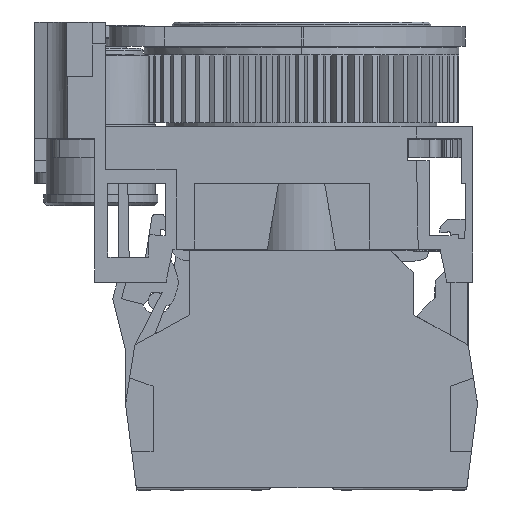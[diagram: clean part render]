
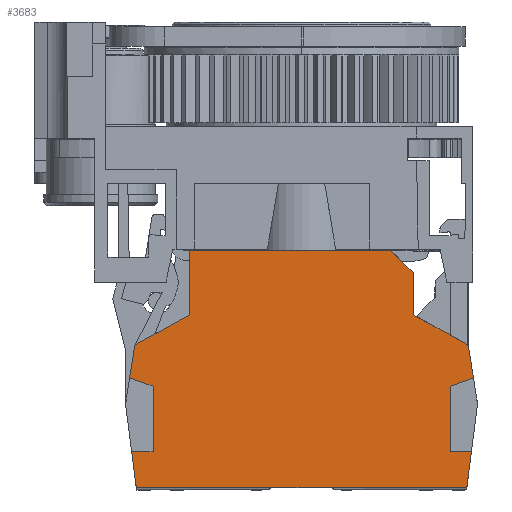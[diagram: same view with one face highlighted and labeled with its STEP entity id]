
A CAD part, left-side view. The second image highlights one B-rep face of the part: STEP entity #3683.
In plain terms, the highlighted planar face has unit normal (-1, 0, 0).
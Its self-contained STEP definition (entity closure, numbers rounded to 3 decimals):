
#3683=ADVANCED_FACE('',(#9469),#9470,.F.);
#9469=FACE_OUTER_BOUND('',#17442,.T.);
#9470=PLANE('',#17443);
#17442=EDGE_LOOP('',(#28631,#28632,#28633,#28634,#28635,#28636,#28637,#28638,#28639,#28640,#28641,#28642,#28643,#28644,#28645,#28646,#28647,#28648,#28649,#28650,#28651));
#17443=AXIS2_PLACEMENT_3D('',#28652,#28653,#28654);
#28631=ORIENTED_EDGE('',*,*,#51174,.F.);
#28632=ORIENTED_EDGE('',*,*,#51194,.F.);
#28633=ORIENTED_EDGE('',*,*,#51168,.F.);
#28634=ORIENTED_EDGE('',*,*,#51192,.F.);
#28635=ORIENTED_EDGE('',*,*,#51195,.T.);
#28636=ORIENTED_EDGE('',*,*,#51196,.T.);
#28637=ORIENTED_EDGE('',*,*,#51197,.T.);
#28638=ORIENTED_EDGE('',*,*,#51198,.F.);
#28639=ORIENTED_EDGE('',*,*,#51199,.F.);
#28640=ORIENTED_EDGE('',*,*,#51200,.F.);
#28641=ORIENTED_EDGE('',*,*,#51201,.F.);
#28642=ORIENTED_EDGE('',*,*,#51202,.F.);
#28643=ORIENTED_EDGE('',*,*,#51203,.F.);
#28644=ORIENTED_EDGE('',*,*,#51204,.F.);
#28645=ORIENTED_EDGE('',*,*,#51205,.F.);
#28646=ORIENTED_EDGE('',*,*,#51206,.F.);
#28647=ORIENTED_EDGE('',*,*,#51207,.F.);
#28648=ORIENTED_EDGE('',*,*,#51208,.T.);
#28649=ORIENTED_EDGE('',*,*,#51209,.T.);
#28650=ORIENTED_EDGE('',*,*,#51210,.T.);
#28651=ORIENTED_EDGE('',*,*,#51177,.F.);
#28652=CARTESIAN_POINT('',(10.0,16.139,9.94));
#28653=DIRECTION('',(1.0,0.0,0.0));
#28654=DIRECTION('',(0.0,-1.0,0.0));
#51168=EDGE_CURVE('',#62190,#62193,#62194,.T.);
#51174=EDGE_CURVE('',#62200,#62202,#62203,.T.);
#51177=EDGE_CURVE('',#62202,#62206,#62207,.T.);
#51192=EDGE_CURVE('',#62232,#62190,#62234,.T.);
#51194=EDGE_CURVE('',#62193,#62200,#62236,.T.);
#51195=EDGE_CURVE('',#62232,#62237,#62238,.T.);
#51196=EDGE_CURVE('',#62237,#62239,#62240,.T.);
#51197=EDGE_CURVE('',#62239,#62241,#62242,.T.);
#51198=EDGE_CURVE('',#62243,#62241,#62244,.T.);
#51199=EDGE_CURVE('',#62245,#62243,#62246,.T.);
#51200=EDGE_CURVE('',#62247,#62245,#62248,.T.);
#51201=EDGE_CURVE('',#62249,#62247,#62250,.T.);
#51202=EDGE_CURVE('',#62251,#62249,#62252,.T.);
#51203=EDGE_CURVE('',#62253,#62251,#62254,.T.);
#51204=EDGE_CURVE('',#62255,#62253,#62256,.T.);
#51205=EDGE_CURVE('',#62257,#62255,#62258,.T.);
#51206=EDGE_CURVE('',#62259,#62257,#62260,.T.);
#51207=EDGE_CURVE('',#62261,#62259,#62262,.T.);
#51208=EDGE_CURVE('',#62261,#62263,#62264,.T.);
#51209=EDGE_CURVE('',#62263,#62265,#62266,.T.);
#51210=EDGE_CURVE('',#62265,#62206,#62267,.T.);
#62190=VERTEX_POINT('',#78371);
#62193=VERTEX_POINT('',#78374);
#62194=LINE('',#78375,#78376);
#62200=VERTEX_POINT('',#78382);
#62202=VERTEX_POINT('',#78384);
#62203=LINE('',#78385,#78386);
#62206=VERTEX_POINT('',#78389);
#62207=LINE('',#78390,#78391);
#62232=VERTEX_POINT('',#78428);
#62234=LINE('',#78431,#78432);
#62236=LINE('',#78434,#78435);
#62237=VERTEX_POINT('',#78436);
#62238=LINE('',#78437,#78438);
#62239=VERTEX_POINT('',#78439);
#62240=LINE('',#78440,#78441);
#62241=VERTEX_POINT('',#78442);
#62242=LINE('',#78443,#78444);
#62243=VERTEX_POINT('',#78445);
#62244=LINE('',#78446,#78447);
#62245=VERTEX_POINT('',#78448);
#62246=CIRCLE('',#78449,0.2);
#62247=VERTEX_POINT('',#78450);
#62248=LINE('',#78451,#78452);
#62249=VERTEX_POINT('',#78453);
#62250=LINE('',#78454,#78455);
#62251=VERTEX_POINT('',#78456);
#62252=CIRCLE('',#78457,0.2);
#62253=VERTEX_POINT('',#78458);
#62254=LINE('',#78459,#78460);
#62255=VERTEX_POINT('',#78461);
#62256=LINE('',#78462,#78463);
#62257=VERTEX_POINT('',#78464);
#62258=LINE('',#78465,#78466);
#62259=VERTEX_POINT('',#78467);
#62260=LINE('',#78468,#78469);
#62261=VERTEX_POINT('',#78470);
#62262=LINE('',#78471,#78472);
#62263=VERTEX_POINT('',#78473);
#62264=LINE('',#78474,#78475);
#62265=VERTEX_POINT('',#78476);
#62266=LINE('',#78477,#78478);
#62267=LINE('',#78479,#78480);
#78371=CARTESIAN_POINT('',(10.0,0.974,0.2));
#78374=CARTESIAN_POINT('',(10.0,13.2,0.2));
#78375=CARTESIAN_POINT('',(10.0,16.,0.2));
#78376=VECTOR('',#97346,1.0);
#78382=CARTESIAN_POINT('',(10.0,18.8,0.2));
#78384=CARTESIAN_POINT('',(10.0,31.026,0.2));
#78385=CARTESIAN_POINT('',(10.0,16.,0.2));
#78386=VECTOR('',#97359,1.0);
#78389=CARTESIAN_POINT('',(10.0,31.448,3.5));
#78390=CARTESIAN_POINT('',(10.0,31.022,0.175));
#78391=VECTOR('',#97363,1.0);
#78428=CARTESIAN_POINT('',(10.0,0.552,3.5));
#78431=CARTESIAN_POINT('',(10.0,0.,7.814));
#78432=VECTOR('',#97377,1.0);
#78434=CARTESIAN_POINT('',(10.0,13.2,0.2));
#78435=VECTOR('',#97378,1.0);
#78436=CARTESIAN_POINT('',(10.0,2.5,3.5));
#78437=CARTESIAN_POINT('',(10.0,8.194,3.5));
#78438=VECTOR('',#97379,1.0);
#78439=CARTESIAN_POINT('',(10.0,2.5,9.426));
#78440=CARTESIAN_POINT('',(10.0,2.5,8.202));
#78441=VECTOR('',#97380,1.0);
#78442=CARTESIAN_POINT('',(10.0,0.374,10.2));
#78443=CARTESIAN_POINT('',(10.0,7.314,7.674));
#78444=VECTOR('',#97381,1.0);
#78445=CARTESIAN_POINT('',(10.0,0.824,13.074));
#78446=CARTESIAN_POINT('',(10.0,0.824,13.074));
#78447=VECTOR('',#97382,1.0);
#78448=CARTESIAN_POINT('',(10.0,0.924,13.218));
#78449=AXIS2_PLACEMENT_3D('',#97383,#97384,#97385);
#78450=CARTESIAN_POINT('',(10.0,5.8,15.921));
#78451=CARTESIAN_POINT('',(10.0,5.8,15.921));
#78452=VECTOR('',#97386,1.0);
#78453=CARTESIAN_POINT('',(10.0,5.8,19.617));
#78454=CARTESIAN_POINT('',(10.0,5.8,19.617));
#78455=VECTOR('',#97387,1.0);
#78456=CARTESIAN_POINT('',(10.0,5.859,19.759));
#78457=AXIS2_PLACEMENT_3D('',#97388,#97389,#97390);
#78458=CARTESIAN_POINT('',(10.0,7.9,21.8));
#78459=CARTESIAN_POINT('',(10.0,7.9,21.8));
#78460=VECTOR('',#97391,1.0);
#78461=CARTESIAN_POINT('',(10.0,26.2,21.8));
#78462=CARTESIAN_POINT('',(10.0,13.25,21.8));
#78463=VECTOR('',#97392,1.0);
#78464=CARTESIAN_POINT('',(10.0,26.2,15.921));
#78465=CARTESIAN_POINT('',(10.0,26.2,15.921));
#78466=VECTOR('',#97393,1.0);
#78467=CARTESIAN_POINT('',(10.0,31.161,13.171));
#78468=CARTESIAN_POINT('',(10.0,31.161,13.171));
#78469=VECTOR('',#97394,1.0);
#78470=CARTESIAN_POINT('',(10.0,31.626,10.2));
#78471=CARTESIAN_POINT('',(10.0,32.,7.814));
#78472=VECTOR('',#97395,1.0);
#78473=CARTESIAN_POINT('',(10.0,29.5,9.426));
#78474=CARTESIAN_POINT('',(10.0,24.809,7.719));
#78475=VECTOR('',#97396,1.0);
#78476=CARTESIAN_POINT('',(10.0,29.5,3.5));
#78477=CARTESIAN_POINT('',(10.0,29.5,8.202));
#78478=VECTOR('',#97397,1.0);
#78479=CARTESIAN_POINT('',(10.0,23.944,3.5));
#78480=VECTOR('',#97398,1.0);
#97346=DIRECTION('',(0.0,1.0,0.0));
#97359=DIRECTION('',(0.0,1.0,0.0));
#97363=DIRECTION('',(0.0,0.127,0.992));
#97377=DIRECTION('',(0.0,0.127,-0.992));
#97378=DIRECTION('',(0.0,1.0,0.0));
#97379=DIRECTION('',(-0.0,1.0,0.0));
#97380=DIRECTION('',(0.0,0.0,1.0));
#97381=DIRECTION('',(0.0,-0.94,0.342));
#97382=DIRECTION('',(0.0,-0.155,-0.988));
#97383=CARTESIAN_POINT('',(10.0,1.021,13.043));
#97384=DIRECTION('',(1.0,0.0,0.0));
#97385=DIRECTION('',(0.0,-0.485,0.875));
#97386=DIRECTION('',(0.0,-0.875,-0.485));
#97387=DIRECTION('',(0.0,0.0,-1.0));
#97388=CARTESIAN_POINT('',(10.0,6.,19.617));
#97389=DIRECTION('',(1.0,0.0,0.0));
#97390=DIRECTION('',(0.0,-0.707,0.707));
#97391=DIRECTION('',(0.0,-0.707,-0.707));
#97392=DIRECTION('',(0.0,-1.0,0.0));
#97393=DIRECTION('',(0.0,0.0,1.0));
#97394=DIRECTION('',(0.0,-0.875,0.485));
#97395=DIRECTION('',(0.0,-0.155,0.988));
#97396=DIRECTION('',(0.0,-0.94,-0.342));
#97397=DIRECTION('',(0.0,0.0,-1.0));
#97398=DIRECTION('',(-0.0,1.0,0.0));
